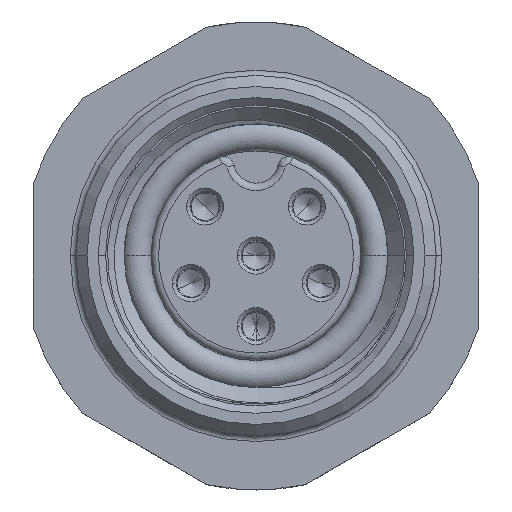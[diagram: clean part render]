
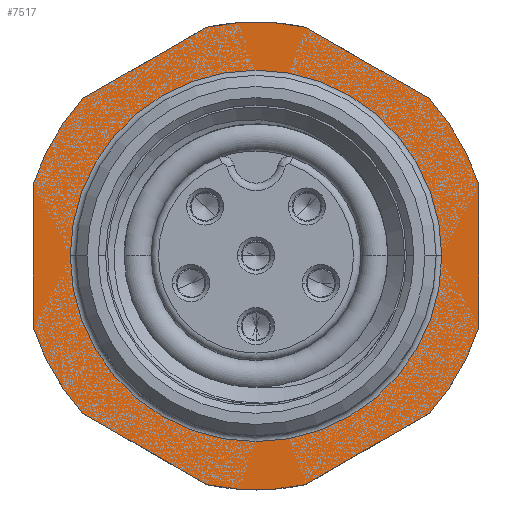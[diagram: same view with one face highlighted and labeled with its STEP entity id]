
A CAD part, top view. The second image highlights one B-rep face of the part: STEP entity #7517.
In plain terms, the highlighted planar face has unit normal (0, 0, 1).
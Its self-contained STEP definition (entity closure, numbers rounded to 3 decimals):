
#4780=CARTESIAN_POINT('',(0.,0.,-0.3));
#4781=DIRECTION('',(0.,0.,1.));
#4782=DIRECTION('',(0.212,0.977,0.));
#4783=AXIS2_PLACEMENT_3D('',#4780,#4781,#4782);
#4785=DIRECTION('',(-0.866,0.5,0.));
#4786=VECTOR('',#4785,3.842);
#4787=CARTESIAN_POINT('',(4.664,4.236,-0.3));
#4788=LINE('',#4787,#4786);
#4789=CARTESIAN_POINT('',(0.,0.,-0.3));
#4790=DIRECTION('',(0.,0.,1.));
#4791=DIRECTION('',(0.952,0.305,0.));
#4792=AXIS2_PLACEMENT_3D('',#4789,#4790,#4791);
#4794=DIRECTION('',(0.,1.,0.));
#4795=VECTOR('',#4794,3.842);
#4796=CARTESIAN_POINT('',(6.,-1.921,-0.3));
#4797=LINE('',#4796,#4795);
#4798=CARTESIAN_POINT('',(0.,0.,-0.3));
#4799=DIRECTION('',(0.,0.,1.));
#4800=DIRECTION('',(0.74,-0.672,0.));
#4801=AXIS2_PLACEMENT_3D('',#4798,#4799,#4800);
#4803=DIRECTION('',(0.866,0.5,0.));
#4804=VECTOR('',#4803,3.842);
#4805=CARTESIAN_POINT('',(1.336,-6.157,-0.3));
#4806=LINE('',#4805,#4804);
#4807=CARTESIAN_POINT('',(0.,0.,-0.3));
#4808=DIRECTION('',(0.,0.,1.));
#4809=DIRECTION('',(-0.212,-0.977,0.));
#4810=AXIS2_PLACEMENT_3D('',#4807,#4808,#4809);
#4812=DIRECTION('',(0.866,-0.5,0.));
#4813=VECTOR('',#4812,3.842);
#4814=CARTESIAN_POINT('',(-4.664,-4.236,-0.3));
#4815=LINE('',#4814,#4813);
#4816=CARTESIAN_POINT('',(0.,0.,-0.3));
#4817=DIRECTION('',(0.,0.,1.));
#4818=DIRECTION('',(-0.952,-0.305,0.));
#4819=AXIS2_PLACEMENT_3D('',#4816,#4817,#4818);
#4821=DIRECTION('',(0.,-1.,0.));
#4822=VECTOR('',#4821,3.842);
#4823=CARTESIAN_POINT('',(-6.,1.921,-0.3));
#4824=LINE('',#4823,#4822);
#4825=CARTESIAN_POINT('',(0.,0.,-0.3));
#4826=DIRECTION('',(0.,0.,1.));
#4827=DIRECTION('',(-0.74,0.672,0.));
#4828=AXIS2_PLACEMENT_3D('',#4825,#4826,#4827);
#4830=DIRECTION('',(-0.866,-0.5,0.));
#4831=VECTOR('',#4830,3.842);
#4832=CARTESIAN_POINT('',(-1.336,6.157,-0.3));
#4833=LINE('',#4832,#4831);
#4834=CARTESIAN_POINT('',(0.,0.,-0.3));
#4835=DIRECTION('',(0.,0.,1.));
#4836=DIRECTION('',(-1.,0.,0.));
#4837=AXIS2_PLACEMENT_3D('',#4834,#4835,#4836);
#4839=CARTESIAN_POINT('',(0.,0.,-0.3));
#4840=DIRECTION('',(0.,0.,1.));
#4841=DIRECTION('',(1.,0.,0.));
#4842=AXIS2_PLACEMENT_3D('',#4839,#4840,#4841);
#6865=CARTESIAN_POINT('',(1.336,6.157,-0.3));
#6866=CARTESIAN_POINT('',(-1.336,6.157,-0.3));
#6867=VERTEX_POINT('',#6865);
#6868=VERTEX_POINT('',#6866);
#6869=CARTESIAN_POINT('',(-4.664,4.236,-0.3));
#6870=VERTEX_POINT('',#6869);
#6871=CARTESIAN_POINT('',(-6.,1.921,-0.3));
#6872=VERTEX_POINT('',#6871);
#6873=CARTESIAN_POINT('',(-6.,-1.921,-0.3));
#6874=VERTEX_POINT('',#6873);
#6875=CARTESIAN_POINT('',(-4.664,-4.236,-0.3));
#6876=VERTEX_POINT('',#6875);
#6877=CARTESIAN_POINT('',(-1.336,-6.157,-0.3));
#6878=VERTEX_POINT('',#6877);
#6879=CARTESIAN_POINT('',(1.336,-6.157,-0.3));
#6880=VERTEX_POINT('',#6879);
#6881=CARTESIAN_POINT('',(4.664,-4.236,-0.3));
#6882=VERTEX_POINT('',#6881);
#6883=CARTESIAN_POINT('',(6.,-1.921,-0.3));
#6884=VERTEX_POINT('',#6883);
#6885=CARTESIAN_POINT('',(6.,1.921,-0.3));
#6886=VERTEX_POINT('',#6885);
#6887=CARTESIAN_POINT('',(4.664,4.236,-0.3));
#6888=VERTEX_POINT('',#6887);
#6955=CARTESIAN_POINT('',(5.,0.,-0.3));
#6956=CARTESIAN_POINT('',(-5.,0.,-0.3));
#6957=VERTEX_POINT('',#6955);
#6958=VERTEX_POINT('',#6956);
#7480=CARTESIAN_POINT('',(0.,0.,-0.3));
#7481=DIRECTION('',(0.,0.,1.));
#7482=DIRECTION('',(1.,0.,0.));
#7483=AXIS2_PLACEMENT_3D('',#7480,#7481,#7482);
#7484=PLANE('',#7483);
#7486=ORIENTED_EDGE('',*,*,#7485,.F.);
#7488=ORIENTED_EDGE('',*,*,#7487,.F.);
#7490=ORIENTED_EDGE('',*,*,#7489,.F.);
#7492=ORIENTED_EDGE('',*,*,#7491,.F.);
#7494=ORIENTED_EDGE('',*,*,#7493,.F.);
#7496=ORIENTED_EDGE('',*,*,#7495,.F.);
#7498=ORIENTED_EDGE('',*,*,#7497,.F.);
#7500=ORIENTED_EDGE('',*,*,#7499,.F.);
#7502=ORIENTED_EDGE('',*,*,#7501,.F.);
#7504=ORIENTED_EDGE('',*,*,#7503,.F.);
#7506=ORIENTED_EDGE('',*,*,#7505,.F.);
#7508=ORIENTED_EDGE('',*,*,#7507,.F.);
#7509=EDGE_LOOP('',(#7486,#7488,#7490,#7492,#7494,#7496,#7498,#7500,#7502,#7504,
#7506,#7508));
#7510=FACE_OUTER_BOUND('',#7509,.F.);
#7512=ORIENTED_EDGE('',*,*,#7511,.T.);
#7514=ORIENTED_EDGE('',*,*,#7513,.T.);
#7515=EDGE_LOOP('',(#7512,#7514));
#7516=FACE_BOUND('',#7515,.F.);
#4784=CIRCLE('',#4783,6.3);
#4793=CIRCLE('',#4792,6.3);
#4802=CIRCLE('',#4801,6.3);
#4811=CIRCLE('',#4810,6.3);
#4820=CIRCLE('',#4819,6.3);
#4829=CIRCLE('',#4828,6.3);
#4838=CIRCLE('',#4837,5.);
#4843=CIRCLE('',#4842,5.);
#7485=EDGE_CURVE('',#6867,#6868,#4784,.T.);
#7487=EDGE_CURVE('',#6888,#6867,#4788,.T.);
#7489=EDGE_CURVE('',#6886,#6888,#4793,.T.);
#7491=EDGE_CURVE('',#6884,#6886,#4797,.T.);
#7493=EDGE_CURVE('',#6882,#6884,#4802,.T.);
#7495=EDGE_CURVE('',#6880,#6882,#4806,.T.);
#7497=EDGE_CURVE('',#6878,#6880,#4811,.T.);
#7499=EDGE_CURVE('',#6876,#6878,#4815,.T.);
#7501=EDGE_CURVE('',#6874,#6876,#4820,.T.);
#7503=EDGE_CURVE('',#6872,#6874,#4824,.T.);
#7505=EDGE_CURVE('',#6870,#6872,#4829,.T.);
#7507=EDGE_CURVE('',#6868,#6870,#4833,.T.);
#7511=EDGE_CURVE('',#6958,#6957,#4838,.T.);
#7513=EDGE_CURVE('',#6957,#6958,#4843,.T.);
#7517=ADVANCED_FACE('',(#7510,#7516),#7484,.T.);
